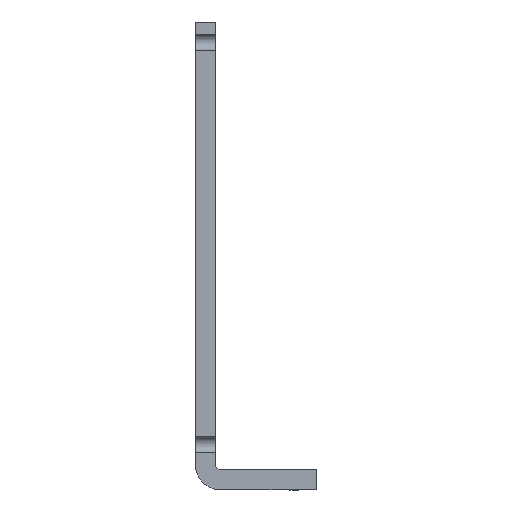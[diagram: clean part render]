
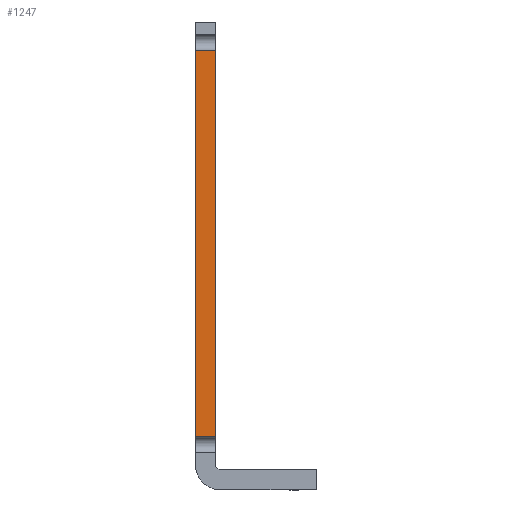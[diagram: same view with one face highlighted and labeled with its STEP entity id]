
A CAD part, left-side view. The second image highlights one B-rep face of the part: STEP entity #1247.
In plain terms, the highlighted planar face has unit normal (-1, 0, 0).
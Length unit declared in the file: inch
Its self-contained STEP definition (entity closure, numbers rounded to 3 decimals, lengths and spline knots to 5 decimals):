
#27=LINE('',#2039,#63);
#30=LINE('',#2049,#66);
#46=LINE('',#2092,#82);
#47=LINE('',#2094,#83);
#63=VECTOR('',#1708,2.4);
#66=VECTOR('',#1717,2.4);
#82=VECTOR('',#1759,0.125);
#83=VECTOR('',#1762,0.125);
#99=PLANE('',#1414);
#297=FACE_OUTER_BOUND('',#495,.T.);
#495=EDGE_LOOP('',(#1123,#1124,#1125,#1126));
#701=VERTEX_POINT('',#2036);
#702=VERTEX_POINT('',#2038);
#705=VERTEX_POINT('',#2046);
#706=VERTEX_POINT('',#2048);
#824=EDGE_CURVE('',#701,#702,#27,.T.);
#829=EDGE_CURVE('',#706,#705,#30,.T.);
#852=EDGE_CURVE('',#706,#701,#46,.T.);
#853=EDGE_CURVE('',#702,#705,#47,.T.);
#1123=ORIENTED_EDGE('',*,*,#852,.F.);
#1124=ORIENTED_EDGE('',*,*,#829,.T.);
#1125=ORIENTED_EDGE('',*,*,#853,.F.);
#1126=ORIENTED_EDGE('',*,*,#824,.F.);
#1247=ADVANCED_FACE('',(#297),#99,.F.);
#1414=AXIS2_PLACEMENT_3D('',#2106,#1780,#1781);
#1708=DIRECTION('',(0.,0.,1.));
#1717=DIRECTION('',(0.,0.,1.));
#1759=DIRECTION('',(0.,1.,0.));
#1762=DIRECTION('',(0.,-1.,0.));
#1780=DIRECTION('center_axis',(1.,0.,0.));
#1781=DIRECTION('ref_axis',(0.,0.,-1.));
#2036=CARTESIAN_POINT('',(4.,0.125,-2.575));
#2038=CARTESIAN_POINT('',(4.,0.125,-0.175));
#2039=CARTESIAN_POINT('',(4.,0.125,-2.75));
#2046=CARTESIAN_POINT('',(4.,0.,-0.175));
#2048=CARTESIAN_POINT('',(4.,0.,-2.575));
#2049=CARTESIAN_POINT('',(4.,0.,-2.75));
#2092=CARTESIAN_POINT('',(4.,-4.25004,-2.575));
#2094=CARTESIAN_POINT('',(4.,-4.25004,-0.175));
#2106=CARTESIAN_POINT('Origin',(4.,-41.56215,4.80401));
